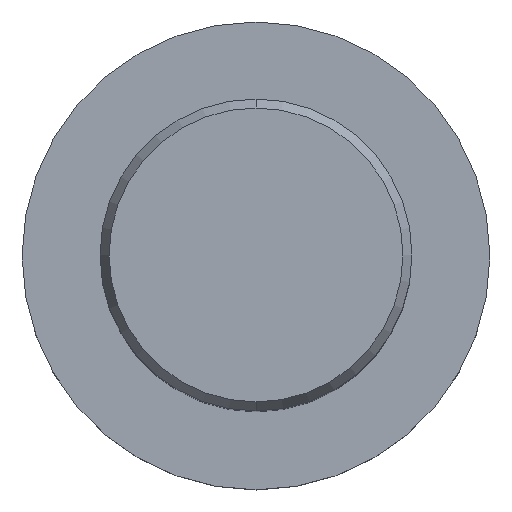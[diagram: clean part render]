
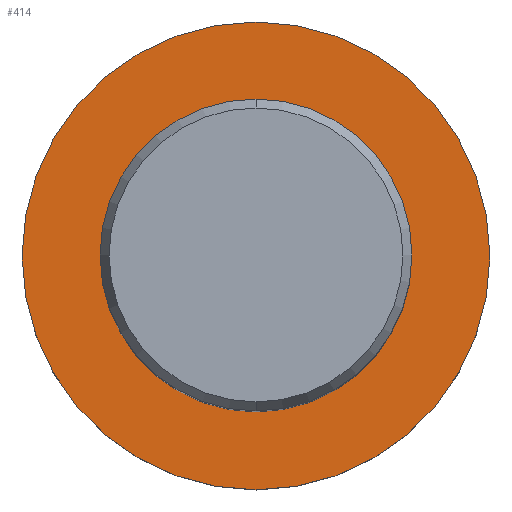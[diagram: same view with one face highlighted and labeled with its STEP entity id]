
A CAD part, top view. The second image highlights one B-rep face of the part: STEP entity #414.
In plain terms, the highlighted planar face has unit normal (0, 0, 1).
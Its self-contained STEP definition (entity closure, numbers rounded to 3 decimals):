
#214=EDGE_CURVE('',#322,#348,#580,.T.);
#236=VERTEX_POINT('',#605);
#322=VERTEX_POINT('',#700);
#328=VERTEX_POINT('',#707);
#348=VERTEX_POINT('',#729);
#414=ADVANCED_FACE('',(#800,#801),#802,.T.);
#486=EDGE_CURVE('',#236,#328,#883,.T.);
#488=EDGE_CURVE('',#348,#322,#885,.T.);
#530=EDGE_CURVE('',#328,#236,#930,.T.);
#580=CIRCLE('',#974,30.0);
#605=CARTESIAN_POINT('',(0.,-20.0,-70.0));
#700=CARTESIAN_POINT('',(0.0,30.0,-70.0));
#707=CARTESIAN_POINT('',(0.0,20.0,-70.0));
#729=CARTESIAN_POINT('',(0.,-30.0,-70.0));
#800=FACE_BOUND('',#1431,.T.);
#801=FACE_OUTER_BOUND('',#1432,.T.);
#802=PLANE('',#1433);
#883=CIRCLE('',#1600,20.0);
#885=CIRCLE('',#1603,30.0);
#930=CIRCLE('',#1678,20.0);
#974=AXIS2_PLACEMENT_3D('',#1753,#1754,#1755);
#1431=EDGE_LOOP('',(#2013,#2014));
#1432=EDGE_LOOP('',(#2015,#2016));
#1433=AXIS2_PLACEMENT_3D('',#2017,#2018,#2019);
#1600=AXIS2_PLACEMENT_3D('',#2126,#2127,#2128);
#1603=AXIS2_PLACEMENT_3D('',#2129,#2130,#2131);
#1678=AXIS2_PLACEMENT_3D('',#2175,#2176,#2177);
#1753=CARTESIAN_POINT('',(0.0,0.0,-70.0));
#1754=DIRECTION('',(0.0,0.0,-1.0));
#1755=DIRECTION('',(0.0,1.0,0.0));
#2013=ORIENTED_EDGE('',*,*,#530,.T.);
#2014=ORIENTED_EDGE('',*,*,#486,.T.);
#2015=ORIENTED_EDGE('',*,*,#214,.F.);
#2016=ORIENTED_EDGE('',*,*,#488,.F.);
#2017=CARTESIAN_POINT('',(0.0,15.0,-70.0));
#2018=DIRECTION('',(-0.0,0.0,1.0));
#2019=DIRECTION('',(0.0,-1.0,0.0));
#2126=CARTESIAN_POINT('',(0.0,0.0,-70.0));
#2127=DIRECTION('',(-0.0,0.0,-1.0));
#2128=DIRECTION('',(0.0,1.0,0.0));
#2129=CARTESIAN_POINT('',(0.0,0.0,-70.0));
#2130=DIRECTION('',(0.0,0.0,-1.0));
#2131=DIRECTION('',(0.0,1.0,0.0));
#2175=CARTESIAN_POINT('',(0.0,0.0,-70.0));
#2176=DIRECTION('',(-0.0,0.0,-1.0));
#2177=DIRECTION('',(0.0,1.0,0.0));
